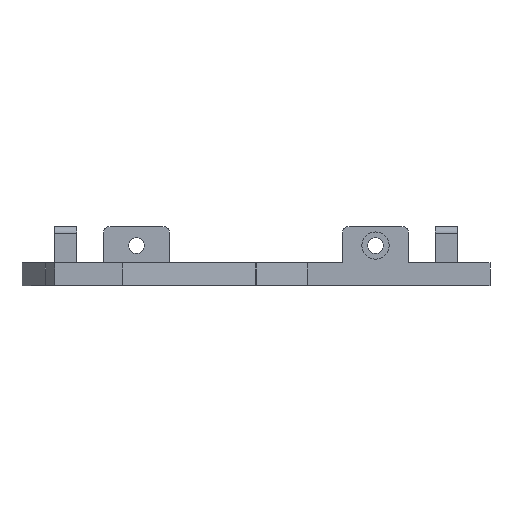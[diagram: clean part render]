
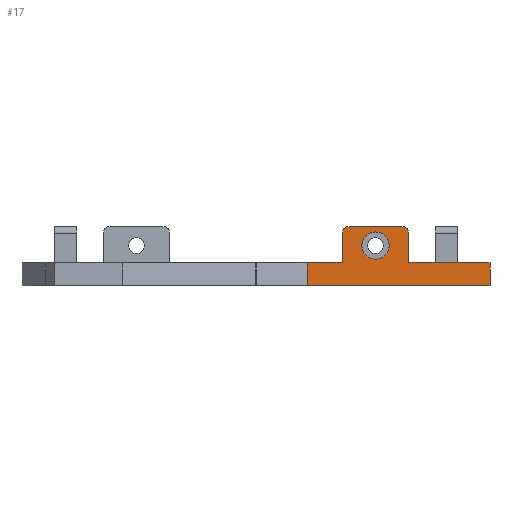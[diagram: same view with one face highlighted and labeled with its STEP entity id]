
A CAD part, front view. The second image highlights one B-rep face of the part: STEP entity #17.
In plain terms, the highlighted planar face has unit normal (0, -1, 0).
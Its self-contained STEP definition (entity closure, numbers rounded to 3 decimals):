
#17 = ADVANCED_FACE('',(#18,#102),#113,.T.);
#18 = FACE_BOUND('',#19,.T.);
#19 = EDGE_LOOP('',(#20,#30,#38,#46,#54,#62,#70,#78,#87,#95));
#20 = ORIENTED_EDGE('',*,*,#21,.F.);
#21 = EDGE_CURVE('',#22,#24,#26,.T.);
#22 = VERTEX_POINT('',#23);
#23 = CARTESIAN_POINT('',(19.,-44.3,5.));
#24 = VERTEX_POINT('',#25);
#25 = CARTESIAN_POINT('',(19.,-44.3,11.5));
#26 = LINE('',#27,#28);
#27 = CARTESIAN_POINT('',(19.,-44.3,5.));
#28 = VECTOR('',#29,1.);
#29 = DIRECTION('',(0.,0.,1.));
#30 = ORIENTED_EDGE('',*,*,#31,.F.);
#31 = EDGE_CURVE('',#32,#22,#34,.T.);
#32 = VERTEX_POINT('',#33);
#33 = CARTESIAN_POINT('',(11.3,-44.3,5.));
#34 = LINE('',#35,#36);
#35 = CARTESIAN_POINT('',(11.3,-44.3,5.));
#36 = VECTOR('',#37,1.);
#37 = DIRECTION('',(1.,0.,0.));
#38 = ORIENTED_EDGE('',*,*,#39,.F.);
#39 = EDGE_CURVE('',#40,#32,#42,.T.);
#40 = VERTEX_POINT('',#41);
#41 = CARTESIAN_POINT('',(11.3,-44.3,0.));
#42 = LINE('',#43,#44);
#43 = CARTESIAN_POINT('',(11.3,-44.3,0.));
#44 = VECTOR('',#45,1.);
#45 = DIRECTION('',(0.,0.,1.));
#46 = ORIENTED_EDGE('',*,*,#47,.T.);
#47 = EDGE_CURVE('',#40,#48,#50,.T.);
#48 = VERTEX_POINT('',#49);
#49 = CARTESIAN_POINT('',(51.5,-44.3,0.));
#50 = LINE('',#51,#52);
#51 = CARTESIAN_POINT('',(11.3,-44.3,0.));
#52 = VECTOR('',#53,1.);
#53 = DIRECTION('',(1.,0.,0.));
#54 = ORIENTED_EDGE('',*,*,#55,.T.);
#55 = EDGE_CURVE('',#48,#56,#58,.T.);
#56 = VERTEX_POINT('',#57);
#57 = CARTESIAN_POINT('',(51.5,-44.3,5.));
#58 = LINE('',#59,#60);
#59 = CARTESIAN_POINT('',(51.5,-44.3,0.));
#60 = VECTOR('',#61,1.);
#61 = DIRECTION('',(0.,0.,1.));
#62 = ORIENTED_EDGE('',*,*,#63,.F.);
#63 = EDGE_CURVE('',#64,#56,#66,.T.);
#64 = VERTEX_POINT('',#65);
#65 = CARTESIAN_POINT('',(33.6,-44.3,5.));
#66 = LINE('',#67,#68);
#67 = CARTESIAN_POINT('',(11.3,-44.3,5.));
#68 = VECTOR('',#69,1.);
#69 = DIRECTION('',(1.,0.,0.));
#70 = ORIENTED_EDGE('',*,*,#71,.T.);
#71 = EDGE_CURVE('',#64,#72,#74,.T.);
#72 = VERTEX_POINT('',#73);
#73 = CARTESIAN_POINT('',(33.6,-44.3,11.5));
#74 = LINE('',#75,#76);
#75 = CARTESIAN_POINT('',(33.6,-44.3,5.));
#76 = VECTOR('',#77,1.);
#77 = DIRECTION('',(0.,0.,1.));
#78 = ORIENTED_EDGE('',*,*,#79,.T.);
#79 = EDGE_CURVE('',#72,#80,#82,.T.);
#80 = VERTEX_POINT('',#81);
#81 = CARTESIAN_POINT('',(32.1,-44.3,13.));
#82 = CIRCLE('',#83,1.5);
#83 = AXIS2_PLACEMENT_3D('',#84,#85,#86);
#84 = CARTESIAN_POINT('',(32.1,-44.3,11.5));
#85 = DIRECTION('',(0.,-1.,0.));
#86 = DIRECTION('',(0.,0.,-1.));
#87 = ORIENTED_EDGE('',*,*,#88,.T.);
#88 = EDGE_CURVE('',#80,#89,#91,.T.);
#89 = VERTEX_POINT('',#90);
#90 = CARTESIAN_POINT('',(20.5,-44.3,13.));
#91 = LINE('',#92,#93);
#92 = CARTESIAN_POINT('',(33.6,-44.3,13.));
#93 = VECTOR('',#94,1.);
#94 = DIRECTION('',(-1.,0.,0.));
#95 = ORIENTED_EDGE('',*,*,#96,.F.);
#96 = EDGE_CURVE('',#24,#89,#97,.T.);
#97 = CIRCLE('',#98,1.5);
#98 = AXIS2_PLACEMENT_3D('',#99,#100,#101);
#99 = CARTESIAN_POINT('',(20.5,-44.3,11.5));
#100 = DIRECTION('',(0.,1.,0.));
#101 = DIRECTION('',(0.,0.,1.));
#102 = FACE_BOUND('',#103,.T.);
#103 = EDGE_LOOP('',(#104));
#104 = ORIENTED_EDGE('',*,*,#105,.F.);
#105 = EDGE_CURVE('',#106,#106,#108,.T.);
#106 = VERTEX_POINT('',#107);
#107 = CARTESIAN_POINT('',(29.3,-44.3,8.8));
#108 = CIRCLE('',#109,3.);
#109 = AXIS2_PLACEMENT_3D('',#110,#111,#112);
#110 = CARTESIAN_POINT('',(26.3,-44.3,8.8));
#111 = DIRECTION('',(0.,-1.,0.));
#112 = DIRECTION('',(1.,0.,0.));
#113 = PLANE('',#114);
#114 = AXIS2_PLACEMENT_3D('',#115,#116,#117);
#115 = CARTESIAN_POINT('',(30.633,-44.3,4.575));
#116 = DIRECTION('',(-0.,-1.,-0.));
#117 = DIRECTION('',(0.,0.,-1.));
